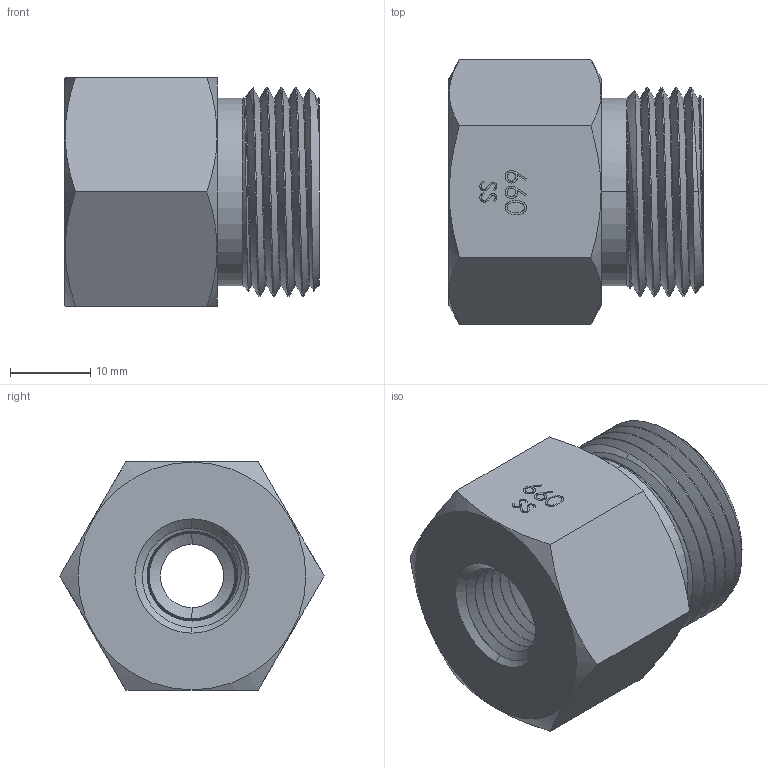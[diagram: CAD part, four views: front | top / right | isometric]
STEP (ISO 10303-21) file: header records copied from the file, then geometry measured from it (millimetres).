
FILE_DESCRIPTION (( 'STEP AP203' ), '1' );
FILE_NAME ('AD-660MSS-4FNPT.STEP', '2025-08-07T12:34:04', ( '' ), ( '' ), 'SwSTEP 2.0', 'SolidWorks 2018', '' );
FILE_SCHEMA (( 'CONFIG_CONTROL_DESIGN' ));
Length unit declared in the file: inch
Products named in the file (1): AD-660MSS-4FNPT
Bounding box: 31.74 x 33 x 28.57 mm (x, y, z)
Volume: 16056.7 mm3; surface area: 6065.2 mm2
Topology: 1 solids, 1 shells, 79 faces, 253 edges, 186 vertices
Faces by surface type: cone 35, cylinder 19, plane 19, bspline 6
Entity records: 11361 total; most frequent: CARTESIAN_POINT 9279, ORIENTED_EDGE 506, DIRECTION 285, EDGE_CURVE 253, VERTEX_POINT 186, B_SPLINE_CURVE_WITH_KNOTS 149, AXIS2_PLACEMENT_3D 108, EDGE_LOOP 91
